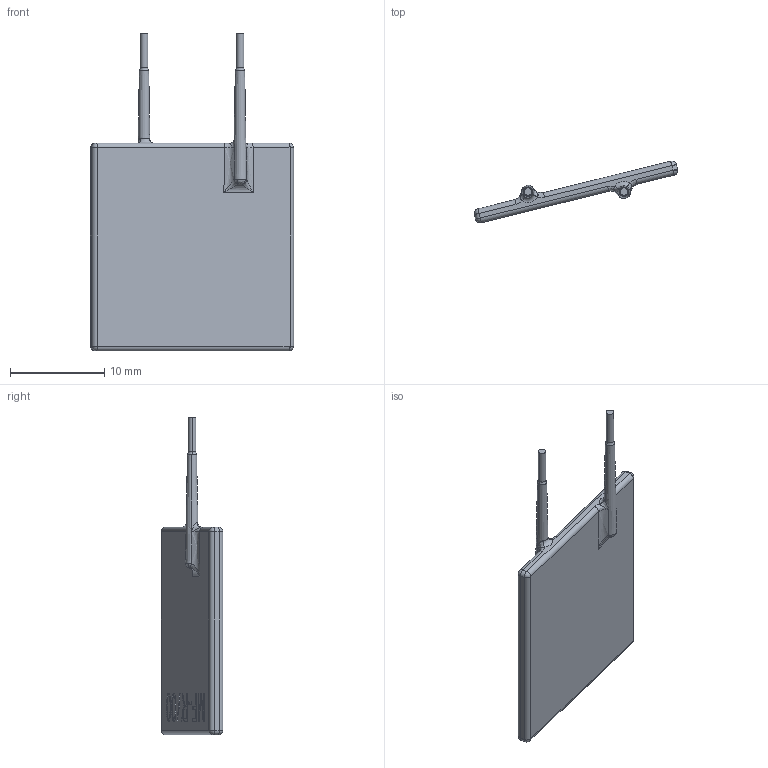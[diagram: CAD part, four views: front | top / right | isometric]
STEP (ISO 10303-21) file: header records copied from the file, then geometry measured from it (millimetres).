
FILE_DESCRIPTION (( 'STEP AP214' ), '1' );
FILE_NAME ('45E213AC-DC05-4008-84A7-CF8E22FC3055.STEP', '2023-06-14T09:13:02', ( '' ), ( '' ), 'SwSTEP 2.0', 'SolidWorks 2022', '' );
FILE_SCHEMA (( 'AUTOMOTIVE_DESIGN' ));
Length unit declared in the file: millimetre
Products named in the file (1): 45E213AC-DC05-4008-84A7-CF8E22FC3055
Bounding box: 21.6 x 6.55 x 33.8 mm (x, y, z)
Volume: 756.3 mm3; surface area: 1166.7 mm2
Topology: 1 solids, 1 shells, 157 faces, 395 edges, 238 vertices
Faces by surface type: plane 61, bspline 55, cylinder 21, sphere 10, torus 6, cone 4
Entity records: 7904 total; most frequent: CARTESIAN_POINT 3608, ORIENTED_EDGE 758, DIRECTION 535, EDGE_CURVE 379, VERTEX_POINT 234, VECTOR 201, LINE 201, EDGE_LOOP 167
